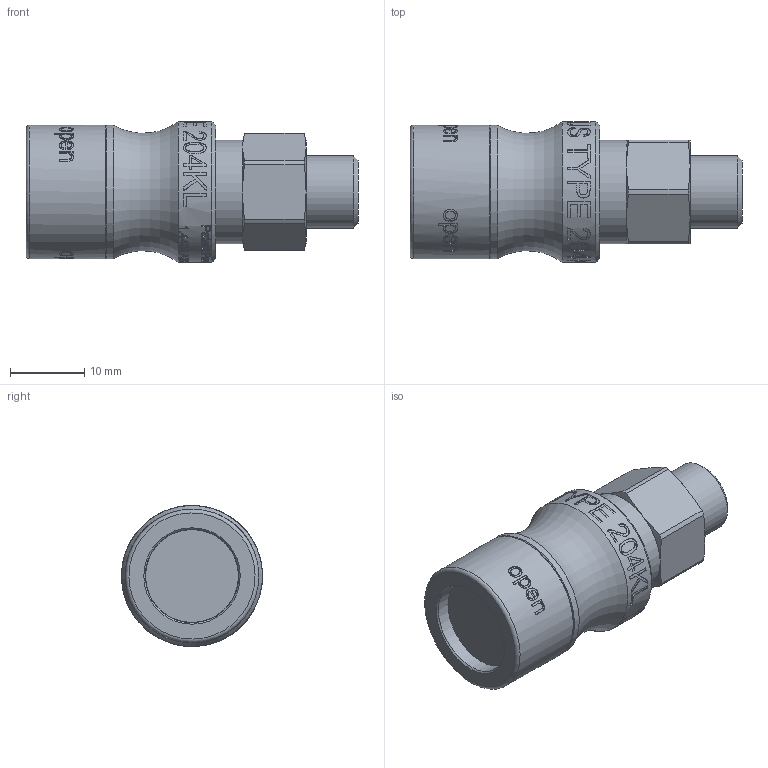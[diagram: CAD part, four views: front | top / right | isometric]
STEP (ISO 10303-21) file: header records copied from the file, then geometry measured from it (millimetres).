
FILE_DESCRIPTION((''),'2;1');
FILE_NAME('204klaw10men.stp','2013-10-23T10:42:47',('SW119480'),(''),'Autodesk Inventor 2013','Autodesk Inventor 2013','');
FILE_SCHEMA(('AUTOMOTIVE_DESIGN { 1 0 10303 214 1 1 1 1 }'));
Length unit declared in the file: millimetre
Products named in the file (1): D108101
Bounding box: 44.75 x 19 x 19 mm (x, y, z)
Volume: 7285.4 mm3; surface area: 5588.4 mm2
Topology: 2 solids, 3 shells, 785 faces, 2034 edges, 1343 vertices
Faces by surface type: plane 336, bspline 307, cylinder 109, cone 28, torus 5
Full cylindrical faces by diameter (mm): 9.728 x1, 12 x1, 12.5 x2, 12.6 x1, 12.7 x1, 13 x1, 14 x1, 14.05 x1, 14.2 x1, 14.6 x1, 14.8 x1, 16.35 x2, 17 x3, 17.2 x1, 18 x2, 19 x1
Entity records: 110326 total; most frequent: CARTESIAN_POINT 93069, ORIENTED_EDGE 3966, DIRECTION 2286, EDGE_CURVE 1983, VERTEX_POINT 1336, EDGE_LOOP 919, B_SPLINE_CURVE_WITH_KNOTS 898, VECTOR 792
